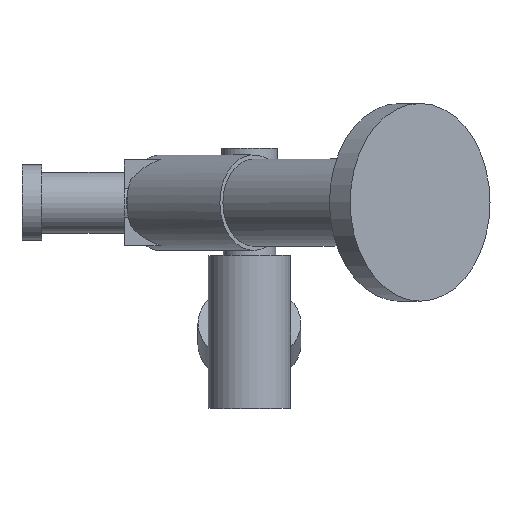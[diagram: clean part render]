
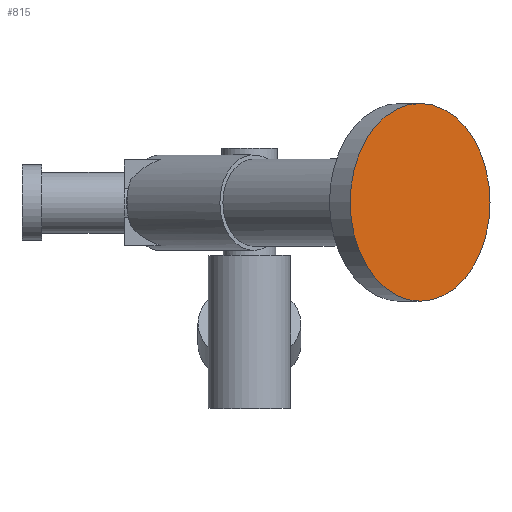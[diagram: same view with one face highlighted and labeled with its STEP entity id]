
A CAD part, top view. The second image highlights one B-rep face of the part: STEP entity #815.
In plain terms, the highlighted planar face has unit normal (0.707, 0, 0.707).
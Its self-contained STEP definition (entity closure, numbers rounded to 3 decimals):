
#43=PLANE('',#898);
#72=CIRCLE('',#899,30.);
#285=ORIENTED_EDGE('',*,*,#468,.T.);
#468=EDGE_CURVE('',#565,#565,#72,.T.);
#565=VERTEX_POINT('',#1337);
#645=EDGE_LOOP('',(#285));
#725=FACE_BOUND('',#645,.T.);
#815=ADVANCED_FACE('',(#725),#43,.T.);
#898=AXIS2_PLACEMENT_3D('',#1335,#1072,#1073);
#899=AXIS2_PLACEMENT_3D('',#1336,#1074,#1075);
#1072=DIRECTION('',(0.707,0.,0.707));
#1073=DIRECTION('',(0.707,0.,-0.707));
#1074=DIRECTION('',(0.707,0.,0.707));
#1075=DIRECTION('',(0.707,0.,-0.707));
#1335=CARTESIAN_POINT('',(64.787,0.,78.787));
#1336=CARTESIAN_POINT('',(64.787,0.,78.787));
#1337=CARTESIAN_POINT('',(86.,0.,57.573));
